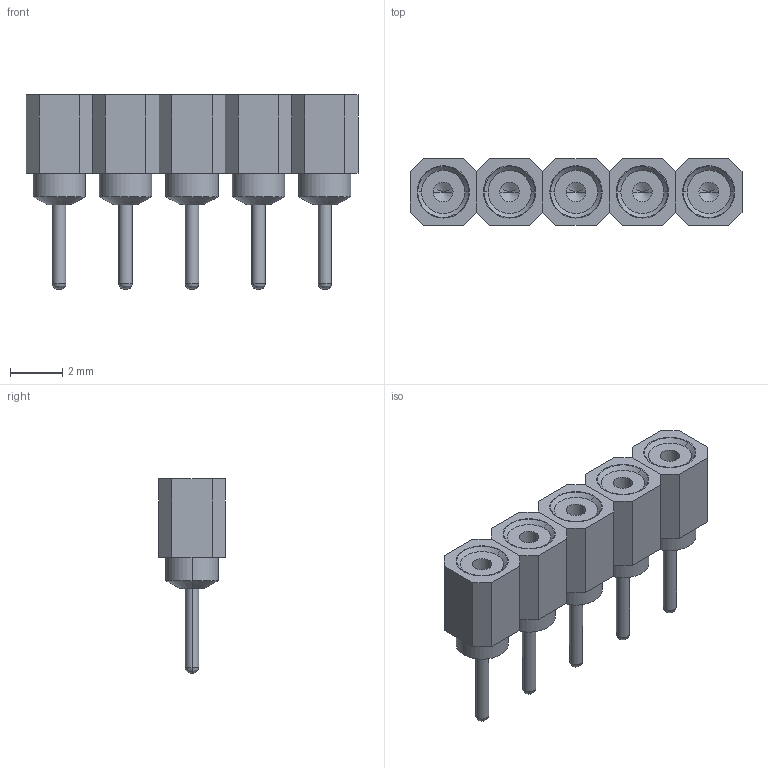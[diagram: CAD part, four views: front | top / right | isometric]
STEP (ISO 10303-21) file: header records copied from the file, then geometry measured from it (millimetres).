
FILE_DESCRIPTION (( 'STEP AP203' ), '1' );
FILE_NAME ('Female Header.STEP', '2023-12-22T15:00:40', ( '' ), ( '' ), 'SwSTEP 2.0', 'SolidWorks 2023', '' );
FILE_SCHEMA (( 'CONFIG_CONTROL_DESIGN' ));
Length unit declared in the file: metre
Products named in the file (2): Female Header 1; Female Header
Assembly tree (5 placements, depth 2):
  Female Header
    Female Header 1  x5
Bounding box: 12.7 x 2.54 x 7.43 mm (x, y, z)
Volume: 99.8 mm3; surface area: 479.5 mm2
Topology: 10 solids, 10 shells, 150 faces, 330 edges, 205 vertices
Faces by surface type: plane 70, cylinder 40, cone 30, bspline 10
Entity records: 1184 total; most frequent: CARTESIAN_POINT 203, DIRECTION 158, ORIENTED_EDGE 128, EDGE_CURVE 64, AXIS2_PLACEMENT_3D 60, VERTEX_POINT 41, VECTOR 38, LINE 38
